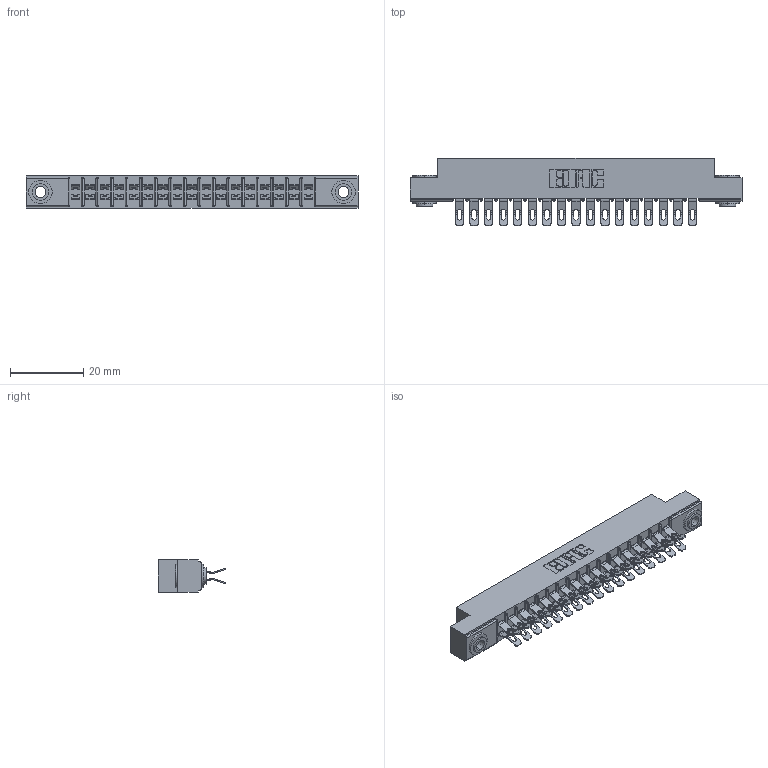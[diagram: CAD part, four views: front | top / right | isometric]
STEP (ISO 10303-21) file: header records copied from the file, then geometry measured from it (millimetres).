
FILE_DESCRIPTION (( 'STEP AP203' ), '1' );
FILE_NAME ('305-034-555-503.STEP', '2019-09-09T17:20:37', ( '' ), ( '' ), 'SwSTEP 2.0', 'SolidWorks 2016', '' );
FILE_SCHEMA (( 'CONFIG_CONTROL_DESIGN' ));
Length unit declared in the file: inch
Products named in the file (4): 305-034-555-503; 345-250-002_345-250-002-102; 305-290-001_555; 305 Part_.156 Dia
Assembly tree (37 placements, depth 2):
  305-034-555-503
    305 Part_.156 Dia
    305-290-001_555  x34
    345-250-002_345-250-002-102  x2
Bounding box: 90.37 x 18.41 x 8.71 mm (x, y, z)
Volume: 5537 mm3; surface area: 11524.1 mm2
Topology: 37 solids, 37 shells, 2412 faces, 7143 edges, 4666 vertices
Faces by surface type: plane 1180, cylinder 1156, sphere 68, cone 8
Entity records: 23139 total; most frequent: CARTESIAN_POINT 3828, ORIENTED_EDGE 3778, DIRECTION 3733, EDGE_CURVE 1889, LINE 1471, VECTOR 1471, VERTEX_POINT 1210, AXIS2_PLACEMENT_3D 1131
